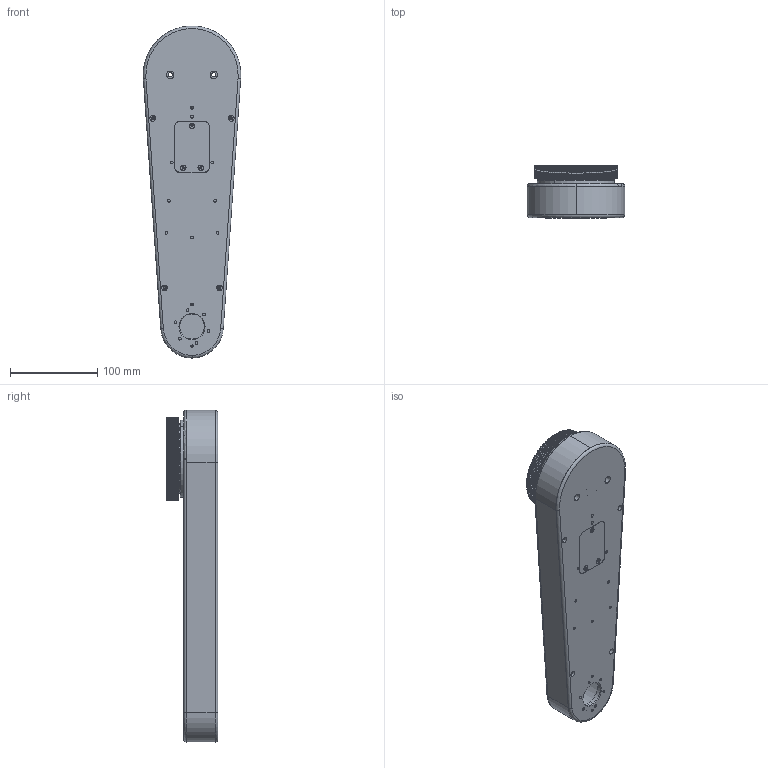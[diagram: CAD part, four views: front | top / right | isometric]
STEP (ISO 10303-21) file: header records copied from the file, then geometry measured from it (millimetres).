
FILE_DESCRIPTION(/* description */ (''),/* implementation_level */ '2;1');
FILE_NAME(/* name */ 'OuterArm.stp',/* time_stamp */ '2022-09-19T17:07:26+10:00',/* author */ ('benni'),/* organization */ (''),/* preprocessor_version */ 'ST-DEVELOPER v19',/* originating_system */ 'Autodesk Inventor 2023',/* authorisation */ '');
FILE_SCHEMA (('AUTOMOTIVE_DESIGN { 1 0 10303 214 3 1 1 }'));
Length unit declared in the file: millimetre
Products named in the file (1): OuterArm
Bounding box: 112.2 x 59.3 x 381 mm (x, y, z)
Surface area: 235306.9 mm2 (no closed solid volume)
Topology: 0 solids, 1418 shells, 1418 faces, 7166 edges, 7138 vertices
Faces by surface type: cylinder 1038, plane 237, cone 123, torus 20
Entity records: 78784 total; most frequent: CARTESIAN_POINT 17480, DIRECTION 13952, VERTEX_POINT 7138, EDGE_CURVE 7138, ORIENTED_EDGE 7138, AXIS2_PLACEMENT_3D 5449, CIRCLE 4018, LINE 3054
